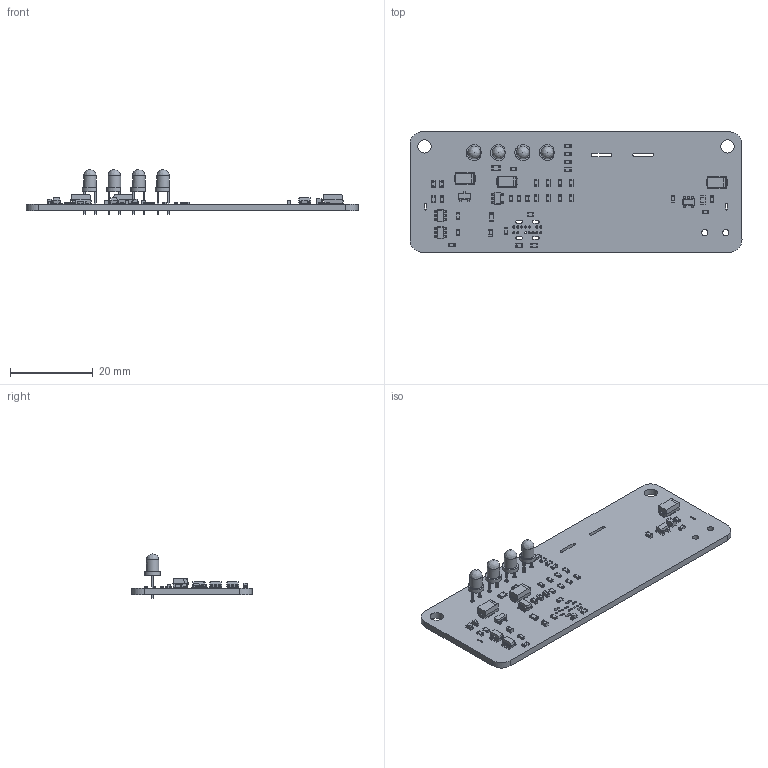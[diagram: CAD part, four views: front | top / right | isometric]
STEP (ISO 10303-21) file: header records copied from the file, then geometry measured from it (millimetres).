
FILE_DESCRIPTION(('KiCad electronic assembly'),'2;1');
FILE_NAME('smoke_extractorV1_1.step','2023-03-12T15:02:34',('Pcbnew'),( 'Kicad'),'Open CASCADE STEP processor 7.6','KiCad to STEP converter' ,'Unknown');
FILE_SCHEMA(('AUTOMOTIVE_DESIGN { 1 0 10303 214 1 1 1 1 }'));
Length unit declared in the file: millimetre
Products named in the file (22): smoke_extractorV1_1 1; C_0603_1608Metric; SOLID; LED_D3.0mm; R_0603_1608Metric; C_0805_2012Metric; SOT-23-5; D_SMA; LED_0603_1608Metric; SOT-23-6; SOT-23; R_0805_2012Metric; smoke_extractorV1_1 PCB
Assembly tree (57 placements, depth 3):
  smoke_extractorV1_1 1
    C_0603_1608Metric  x7
      SOLID
    LED_D3.0mm  x4
      SOLID
    R_0603_1608Metric  x21
      SOLID
    C_0805_2012Metric
      SOLID
    SOT-23-5  x2
      SOLID
    D_SMA  x3
      SOLID
    LED_0603_1608Metric  x3
      SOLID
    SOT-23-6  x2
      SOLID
    SOT-23
      SOLID
    R_0805_2012Metric  x2
      SOLID
    smoke_extractorV1_1 PCB
Bounding box: 80 x 29.03 x 10.8 mm (x, y, z)
Volume: 3930.7 mm3; surface area: 5927.9 mm2
Topology: 47 solids, 47 shells, 1769 faces, 4589 edges, 2924 vertices
Faces by surface type: bspline 1701, cylinder 46, plane 22
Full cylindrical faces by diameter (mm): 0.5 x14, 0.9 x8, 1.52 x2, 3.2 x2
Entity records: 39297 total; most frequent: CARTESIAN_POINT 13969, B_SPLINE_CURVE_WITH_KNOTS 3554, ORIENTED_EDGE 3060, PCURVE 3060, DEFINITIONAL_REPRESENTATION 3060, EDGE_CURVE 1530, SURFACE_CURVE 1502, VERTEX_POINT 967
